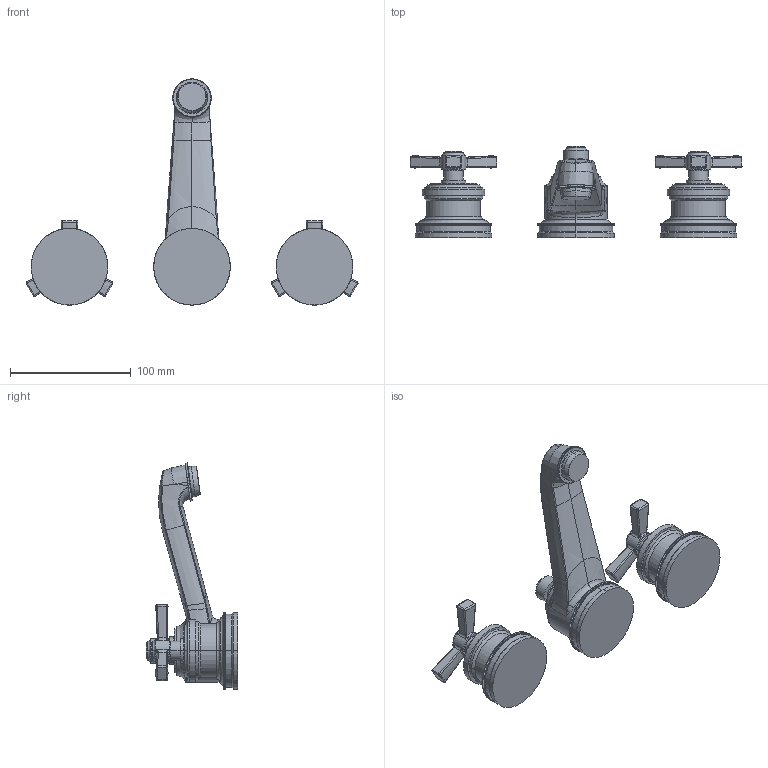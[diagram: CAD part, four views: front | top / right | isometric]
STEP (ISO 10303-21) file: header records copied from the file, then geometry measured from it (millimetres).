
FILE_DESCRIPTION((''),'2;1');
FILE_NAME('1600','2020-11-26T14:47:48',('jinson.thomas'),(''),'CREO PARAMETRIC BY PTC INC, 2018400','CREO PARAMETRIC BY PTC INC, 2018400','');
FILE_SCHEMA(('CONFIG_CONTROL_DESIGN'));
Products named in the file (1): 1600
Bounding box: 275.34 x 75.73 x 187.54 mm (x, y, z)
Volume: 440310.7 mm3; surface area: 69591.4 mm2
Topology: 3 solids, 3 shells, 2283 faces, 6498 edges, 4234 vertices
Faces by surface type: plane 1300, cylinder 709, bspline 189, torus 51, sphere 24, cone 10
Entity records: 81942 total; most frequent: CARTESIAN_POINT 22919, ORIENTED_EDGE 12948, DIRECTION 11697, EDGE_CURVE 6474, VECTOR 4475, LINE 4475, VERTEX_POINT 4234, AXIS2_PLACEMENT_3D 3611
